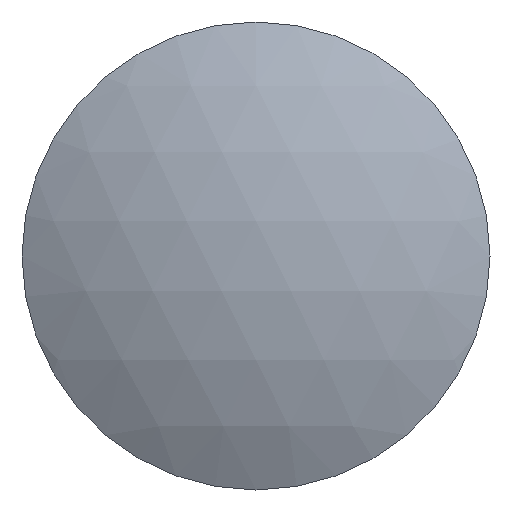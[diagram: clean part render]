
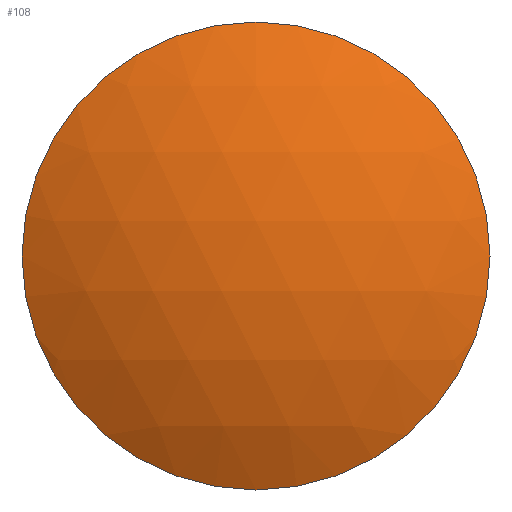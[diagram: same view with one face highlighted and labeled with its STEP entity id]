
A CAD part, front view. The second image highlights one B-rep face of the part: STEP entity #108.
In plain terms, the highlighted spherical face has radius 12.75 mm.
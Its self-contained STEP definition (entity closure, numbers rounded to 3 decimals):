
#17=SPHERICAL_SURFACE('',#141,12.75);
#22=FACE_OUTER_BOUND('',#28,.T.);
#28=EDGE_LOOP('',(#86));
#46=CIRCLE('',#142,6.);
#56=VERTEX_POINT('',#205);
#68=EDGE_CURVE('',#56,#56,#46,.T.);
#86=ORIENTED_EDGE('',*,*,#68,.T.);
#108=ADVANCED_FACE('',(#22),#17,.T.);
#141=AXIS2_PLACEMENT_3D('',#204,#170,#171);
#142=AXIS2_PLACEMENT_3D('',#206,#172,#173);
#170=DIRECTION('center_axis',(0.,0.,-1.));
#171=DIRECTION('ref_axis',(-1.,0.,0.));
#172=DIRECTION('center_axis',(0.,-1.,0.));
#173=DIRECTION('ref_axis',(1.,0.,0.));
#204=CARTESIAN_POINT('Origin',(0.,2.75,0.));
#205=CARTESIAN_POINT('',(-6.,-8.5,0.));
#206=CARTESIAN_POINT('Origin',(0.,-8.5,0.));
